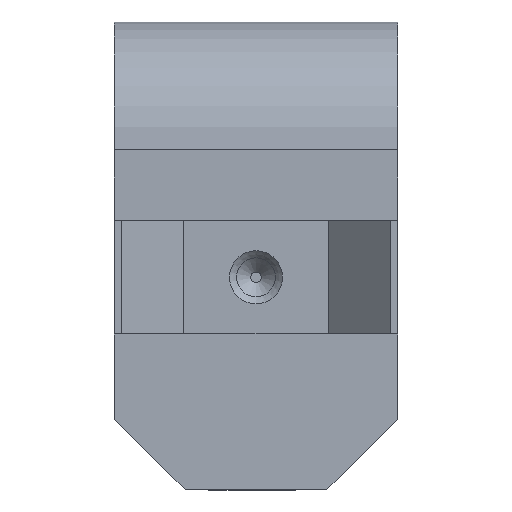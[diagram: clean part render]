
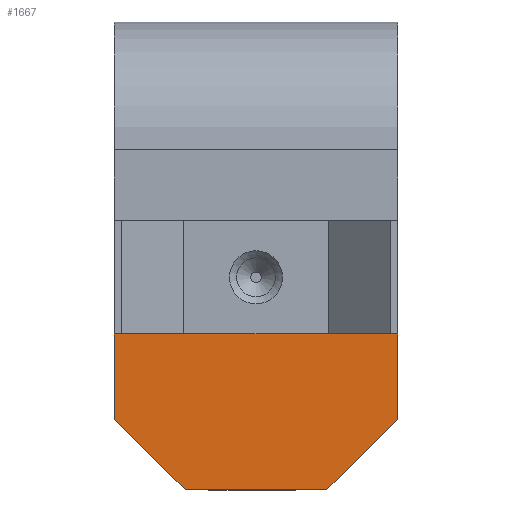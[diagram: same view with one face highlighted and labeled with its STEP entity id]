
A CAD part, front view. The second image highlights one B-rep face of the part: STEP entity #1667.
In plain terms, the highlighted planar face has unit normal (0, -1, 0).
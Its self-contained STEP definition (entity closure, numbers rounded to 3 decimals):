
#236 = PLANE('',#237);
#237 = AXIS2_PLACEMENT_3D('',#238,#239,#240);
#238 = CARTESIAN_POINT('',(-10.,30.465,5.958));
#239 = DIRECTION('',(-1.,0.,0.));
#240 = DIRECTION('',(0.,0.,-1.));
#292 = PLANE('',#293);
#293 = AXIS2_PLACEMENT_3D('',#294,#295,#296);
#294 = CARTESIAN_POINT('',(10.,30.465,5.958));
#295 = DIRECTION('',(1.,0.,0.));
#296 = DIRECTION('',(0.,0.,1.));
#592 = VERTEX_POINT('',#593);
#593 = CARTESIAN_POINT('',(-10.,12.,-10.));
#607 = PLANE('',#608);
#608 = AXIS2_PLACEMENT_3D('',#609,#610,#611);
#609 = CARTESIAN_POINT('',(-7.5,20.,-12.5));
#610 = DIRECTION('',(-0.707,0.,-0.707));
#611 = DIRECTION('',(0.,1.,0.));
#619 = EDGE_CURVE('',#592,#620,#622,.T.);
#620 = VERTEX_POINT('',#621);
#621 = CARTESIAN_POINT('',(-10.,12.,-4.));
#622 = SURFACE_CURVE('',#623,(#627,#634),.PCURVE_S1.);
#623 = LINE('',#624,#625);
#624 = CARTESIAN_POINT('',(-10.,12.,-15.));
#625 = VECTOR('',#626,1.);
#626 = DIRECTION('',(0.,0.,1.));
#627 = PCURVE('',#236,#628);
#628 = DEFINITIONAL_REPRESENTATION('',(#629),#633);
#629 = LINE('',#630,#631);
#630 = CARTESIAN_POINT('',(20.958,18.465));
#631 = VECTOR('',#632,1.);
#632 = DIRECTION('',(-1.,0.));
#633 = ( GEOMETRIC_REPRESENTATION_CONTEXT(2) 
PARAMETRIC_REPRESENTATION_CONTEXT() REPRESENTATION_CONTEXT('2D SPACE',''
  ) );
#634 = PCURVE('',#635,#640);
#635 = PLANE('',#636);
#636 = AXIS2_PLACEMENT_3D('',#637,#638,#639);
#637 = CARTESIAN_POINT('',(-10.,12.,-15.));
#638 = DIRECTION('',(0.,-1.,0.));
#639 = DIRECTION('',(0.,0.,1.));
#640 = DEFINITIONAL_REPRESENTATION('',(#641),#645);
#641 = LINE('',#642,#643);
#642 = CARTESIAN_POINT('',(0.,0.));
#643 = VECTOR('',#644,1.);
#644 = DIRECTION('',(1.,0.));
#645 = ( GEOMETRIC_REPRESENTATION_CONTEXT(2) 
PARAMETRIC_REPRESENTATION_CONTEXT() REPRESENTATION_CONTEXT('2D SPACE',''
  ) );
#663 = PLANE('',#664);
#664 = AXIS2_PLACEMENT_3D('',#665,#666,#667);
#665 = CARTESIAN_POINT('',(0.,6.526,-4.));
#666 = DIRECTION('',(0.,0.,-1.));
#667 = DIRECTION('',(0.,-1.,0.));
#1016 = VERTEX_POINT('',#1017);
#1017 = CARTESIAN_POINT('',(10.,12.,-4.));
#1038 = EDGE_CURVE('',#1039,#1016,#1041,.T.);
#1039 = VERTEX_POINT('',#1040);
#1040 = CARTESIAN_POINT('',(10.,12.,-10.));
#1041 = SURFACE_CURVE('',#1042,(#1046,#1053),.PCURVE_S1.);
#1042 = LINE('',#1043,#1044);
#1043 = CARTESIAN_POINT('',(10.,12.,-15.));
#1044 = VECTOR('',#1045,1.);
#1045 = DIRECTION('',(0.,0.,1.));
#1046 = PCURVE('',#292,#1047);
#1047 = DEFINITIONAL_REPRESENTATION('',(#1048),#1052);
#1048 = LINE('',#1049,#1050);
#1049 = CARTESIAN_POINT('',(-20.958,18.465));
#1050 = VECTOR('',#1051,1.);
#1051 = DIRECTION('',(1.,0.));
#1052 = ( GEOMETRIC_REPRESENTATION_CONTEXT(2) 
PARAMETRIC_REPRESENTATION_CONTEXT() REPRESENTATION_CONTEXT('2D SPACE',''
  ) );
#1053 = PCURVE('',#635,#1054);
#1054 = DEFINITIONAL_REPRESENTATION('',(#1055),#1059);
#1055 = LINE('',#1056,#1057);
#1056 = CARTESIAN_POINT('',(0.,-20.));
#1057 = VECTOR('',#1058,1.);
#1058 = DIRECTION('',(1.,0.));
#1059 = ( GEOMETRIC_REPRESENTATION_CONTEXT(2) 
PARAMETRIC_REPRESENTATION_CONTEXT() REPRESENTATION_CONTEXT('2D SPACE',''
  ) );
#1077 = PLANE('',#1078);
#1078 = AXIS2_PLACEMENT_3D('',#1079,#1080,#1081);
#1079 = CARTESIAN_POINT('',(7.5,20.,-12.5));
#1080 = DIRECTION('',(-0.707,0.,0.707));
#1081 = DIRECTION('',(0.,-1.,0.));
#1586 = PLANE('',#1587);
#1587 = AXIS2_PLACEMENT_3D('',#1588,#1589,#1590);
#1588 = CARTESIAN_POINT('',(-10.,20.,-15.));
#1589 = DIRECTION('',(0.,0.,-1.));
#1590 = DIRECTION('',(0.,-1.,0.));
#1624 = EDGE_CURVE('',#592,#1625,#1627,.T.);
#1625 = VERTEX_POINT('',#1626);
#1626 = CARTESIAN_POINT('',(-5.,12.,-15.));
#1627 = SURFACE_CURVE('',#1628,(#1632,#1639),.PCURVE_S1.);
#1628 = LINE('',#1629,#1630);
#1629 = CARTESIAN_POINT('',(-7.5,12.,-12.5));
#1630 = VECTOR('',#1631,1.);
#1631 = DIRECTION('',(0.707,0.,-0.707));
#1632 = PCURVE('',#607,#1633);
#1633 = DEFINITIONAL_REPRESENTATION('',(#1634),#1638);
#1634 = LINE('',#1635,#1636);
#1635 = CARTESIAN_POINT('',(-8.,0.));
#1636 = VECTOR('',#1637,1.);
#1637 = DIRECTION('',(0.,1.));
#1638 = ( GEOMETRIC_REPRESENTATION_CONTEXT(2) 
PARAMETRIC_REPRESENTATION_CONTEXT() REPRESENTATION_CONTEXT('2D SPACE',''
  ) );
#1639 = PCURVE('',#635,#1640);
#1640 = DEFINITIONAL_REPRESENTATION('',(#1641),#1645);
#1641 = LINE('',#1642,#1643);
#1642 = CARTESIAN_POINT('',(2.5,-2.5));
#1643 = VECTOR('',#1644,1.);
#1644 = DIRECTION('',(-0.707,-0.707));
#1645 = ( GEOMETRIC_REPRESENTATION_CONTEXT(2) 
PARAMETRIC_REPRESENTATION_CONTEXT() REPRESENTATION_CONTEXT('2D SPACE',''
  ) );
#1667 = ADVANCED_FACE('',(#1668),#635,.T.);
#1668 = FACE_BOUND('',#1669,.T.);
#1669 = EDGE_LOOP('',(#1670,#1693,#1714,#1715,#1736,#1737));
#1670 = ORIENTED_EDGE('',*,*,#1671,.T.);
#1671 = EDGE_CURVE('',#1625,#1672,#1674,.T.);
#1672 = VERTEX_POINT('',#1673);
#1673 = CARTESIAN_POINT('',(5.,12.,-15.));
#1674 = SURFACE_CURVE('',#1675,(#1679,#1686),.PCURVE_S1.);
#1675 = LINE('',#1676,#1677);
#1676 = CARTESIAN_POINT('',(-10.,12.,-15.));
#1677 = VECTOR('',#1678,1.);
#1678 = DIRECTION('',(1.,0.,0.));
#1679 = PCURVE('',#635,#1680);
#1680 = DEFINITIONAL_REPRESENTATION('',(#1681),#1685);
#1681 = LINE('',#1682,#1683);
#1682 = CARTESIAN_POINT('',(0.,0.));
#1683 = VECTOR('',#1684,1.);
#1684 = DIRECTION('',(0.,-1.));
#1685 = ( GEOMETRIC_REPRESENTATION_CONTEXT(2) 
PARAMETRIC_REPRESENTATION_CONTEXT() REPRESENTATION_CONTEXT('2D SPACE',''
  ) );
#1686 = PCURVE('',#1586,#1687);
#1687 = DEFINITIONAL_REPRESENTATION('',(#1688),#1692);
#1688 = LINE('',#1689,#1690);
#1689 = CARTESIAN_POINT('',(8.,0.));
#1690 = VECTOR('',#1691,1.);
#1691 = DIRECTION('',(0.,-1.));
#1692 = ( GEOMETRIC_REPRESENTATION_CONTEXT(2) 
PARAMETRIC_REPRESENTATION_CONTEXT() REPRESENTATION_CONTEXT('2D SPACE',''
  ) );
#1693 = ORIENTED_EDGE('',*,*,#1694,.T.);
#1694 = EDGE_CURVE('',#1672,#1039,#1695,.T.);
#1695 = SURFACE_CURVE('',#1696,(#1700,#1707),.PCURVE_S1.);
#1696 = LINE('',#1697,#1698);
#1697 = CARTESIAN_POINT('',(2.5,12.,-17.5));
#1698 = VECTOR('',#1699,1.);
#1699 = DIRECTION('',(0.707,0.,0.707));
#1700 = PCURVE('',#635,#1701);
#1701 = DEFINITIONAL_REPRESENTATION('',(#1702),#1706);
#1702 = LINE('',#1703,#1704);
#1703 = CARTESIAN_POINT('',(-2.5,-12.5));
#1704 = VECTOR('',#1705,1.);
#1705 = DIRECTION('',(0.707,-0.707));
#1706 = ( GEOMETRIC_REPRESENTATION_CONTEXT(2) 
PARAMETRIC_REPRESENTATION_CONTEXT() REPRESENTATION_CONTEXT('2D SPACE',''
  ) );
#1707 = PCURVE('',#1077,#1708);
#1708 = DEFINITIONAL_REPRESENTATION('',(#1709),#1713);
#1709 = LINE('',#1710,#1711);
#1710 = CARTESIAN_POINT('',(8.,-7.071));
#1711 = VECTOR('',#1712,1.);
#1712 = DIRECTION('',(0.,1.));
#1713 = ( GEOMETRIC_REPRESENTATION_CONTEXT(2) 
PARAMETRIC_REPRESENTATION_CONTEXT() REPRESENTATION_CONTEXT('2D SPACE',''
  ) );
#1714 = ORIENTED_EDGE('',*,*,#1038,.T.);
#1715 = ORIENTED_EDGE('',*,*,#1716,.F.);
#1716 = EDGE_CURVE('',#620,#1016,#1717,.T.);
#1717 = SURFACE_CURVE('',#1718,(#1722,#1729),.PCURVE_S1.);
#1718 = LINE('',#1719,#1720);
#1719 = CARTESIAN_POINT('',(-10.,12.,-4.));
#1720 = VECTOR('',#1721,1.);
#1721 = DIRECTION('',(1.,0.,0.));
#1722 = PCURVE('',#635,#1723);
#1723 = DEFINITIONAL_REPRESENTATION('',(#1724),#1728);
#1724 = LINE('',#1725,#1726);
#1725 = CARTESIAN_POINT('',(11.,0.));
#1726 = VECTOR('',#1727,1.);
#1727 = DIRECTION('',(0.,-1.));
#1728 = ( GEOMETRIC_REPRESENTATION_CONTEXT(2) 
PARAMETRIC_REPRESENTATION_CONTEXT() REPRESENTATION_CONTEXT('2D SPACE',''
  ) );
#1729 = PCURVE('',#663,#1730);
#1730 = DEFINITIONAL_REPRESENTATION('',(#1731),#1735);
#1731 = LINE('',#1732,#1733);
#1732 = CARTESIAN_POINT('',(-5.474,10.));
#1733 = VECTOR('',#1734,1.);
#1734 = DIRECTION('',(0.,-1.));
#1735 = ( GEOMETRIC_REPRESENTATION_CONTEXT(2) 
PARAMETRIC_REPRESENTATION_CONTEXT() REPRESENTATION_CONTEXT('2D SPACE',''
  ) );
#1736 = ORIENTED_EDGE('',*,*,#619,.F.);
#1737 = ORIENTED_EDGE('',*,*,#1624,.T.);
